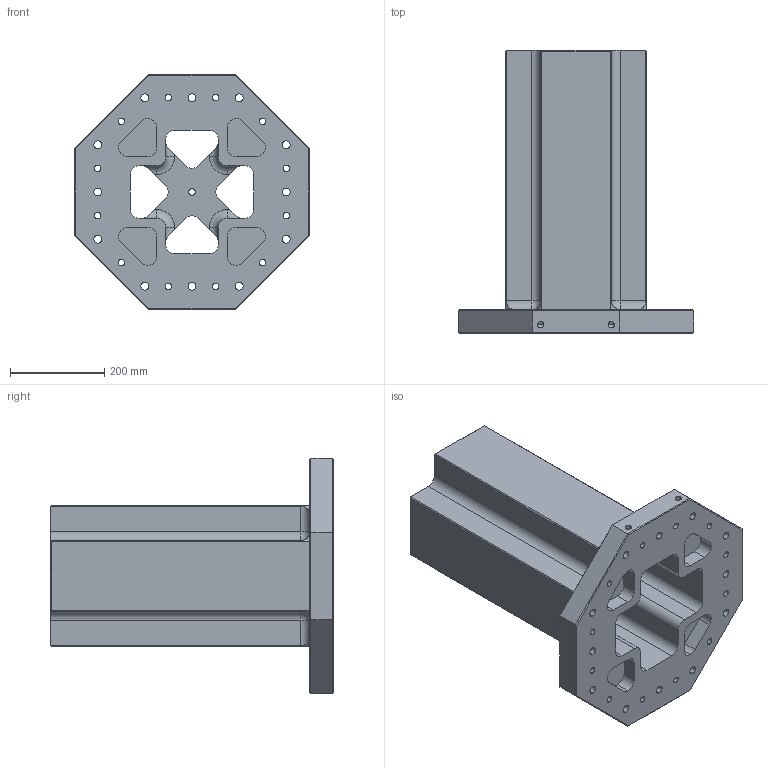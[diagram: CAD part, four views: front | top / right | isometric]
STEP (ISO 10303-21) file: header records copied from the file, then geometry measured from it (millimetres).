
FILE_DESCRIPTION (( 'STEP AP214' ), '1' );
FILE_NAME ('05-0311.STEP', '2024-02-09T15:37:25', ( '' ), ( '' ), 'SwSTEP 2.0', 'SolidWorks 2022', '' );
FILE_SCHEMA (( 'AUTOMOTIVE_DESIGN' ));
Length unit declared in the file: millimetre
Products named in the file (1): 05-0311
Bounding box: 500 x 600 x 500 mm (x, y, z)
Volume: 19616202.2 mm3; surface area: 1723440.5 mm2
Topology: 1 solids, 1 shells, 249 faces, 673 edges, 413 vertices
Faces by surface type: cylinder 131, plane 88, cone 22, sphere 4, torus 4
Entity records: 9665 total; most frequent: CARTESIAN_POINT 1382, DIRECTION 1365, ORIENTED_EDGE 1294, EDGE_CURVE 647, AXIS2_PLACEMENT_3D 492, VERTEX_POINT 413, VECTOR 381, LINE 381
